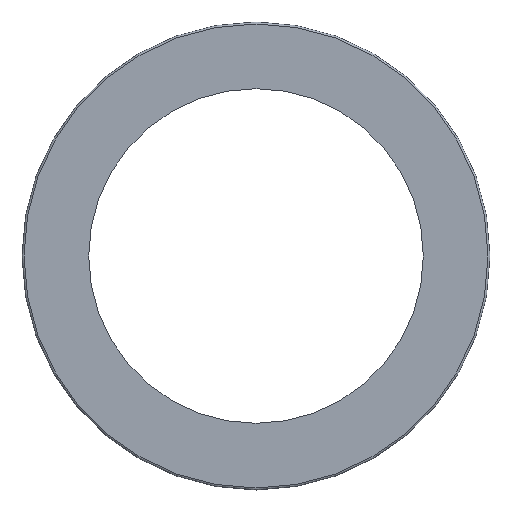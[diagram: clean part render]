
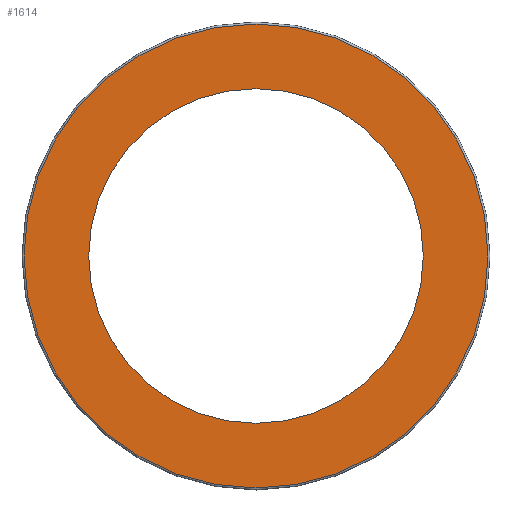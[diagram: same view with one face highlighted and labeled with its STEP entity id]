
A CAD part, left-side view. The second image highlights one B-rep face of the part: STEP entity #1614.
In plain terms, the highlighted planar face has unit normal (-1, 0, 0).
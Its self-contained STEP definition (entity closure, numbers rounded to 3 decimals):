
#53 = AXIS2_PLACEMENT_3D ( 'NONE', #1404, #1656, #1113 ) ;
#114 = DIRECTION ( 'NONE',  ( 0., 0., -1. ) ) ;
#202 = CIRCLE ( 'NONE', #1308, 25.025 ) ;
#244 = ORIENTED_EDGE ( 'NONE', *, *, #1002, .F. ) ;
#252 = DIRECTION ( 'NONE',  ( 1., 0., 0. ) ) ;
#302 = CARTESIAN_POINT ( 'NONE',  ( 0., 0., 0. ) ) ;
#321 = PLANE ( 'NONE',  #53 ) ;
#390 = CARTESIAN_POINT ( 'NONE',  ( 0., 0., 0. ) ) ;
#394 = FACE_OUTER_BOUND ( 'NONE', #630, .T. ) ;
#614 = VERTEX_POINT ( 'NONE', #745 ) ;
#630 = EDGE_LOOP ( 'NONE', ( #244 ) ) ;
#697 = CARTESIAN_POINT ( 'NONE',  ( 0., 0., -25.025 ) ) ;
#745 = CARTESIAN_POINT ( 'NONE',  ( 0., 0., -34.7 ) ) ;
#841 = FACE_BOUND ( 'NONE', #937, .T. ) ;
#846 = AXIS2_PLACEMENT_3D ( 'NONE', #302, #999, #1666 ) ;
#856 = EDGE_CURVE ( 'NONE', #966, #966, #202, .T. ) ;
#863 = ORIENTED_EDGE ( 'NONE', *, *, #856, .T. ) ;
#937 = EDGE_LOOP ( 'NONE', ( #863 ) ) ;
#966 = VERTEX_POINT ( 'NONE', #697 ) ;
#999 = DIRECTION ( 'NONE',  ( 1., 0., 0. ) ) ;
#1002 = EDGE_CURVE ( 'NONE', #614, #614, #1477, .T. ) ;
#1113 = DIRECTION ( 'NONE',  ( 0., 0., 1. ) ) ;
#1308 = AXIS2_PLACEMENT_3D ( 'NONE', #390, #252, #114 ) ;
#1404 = CARTESIAN_POINT ( 'NONE',  ( 0., 25.025, 0. ) ) ;
#1477 = CIRCLE ( 'NONE', #846, 34.7 ) ;
#1614 = ADVANCED_FACE ( 'NONE', ( #841, #394 ), #321, .T. ) ;
#1656 = DIRECTION ( 'NONE',  ( -1., 0., 0. ) ) ;
#1666 = DIRECTION ( 'NONE',  ( 0., 0., -1. ) ) ;
